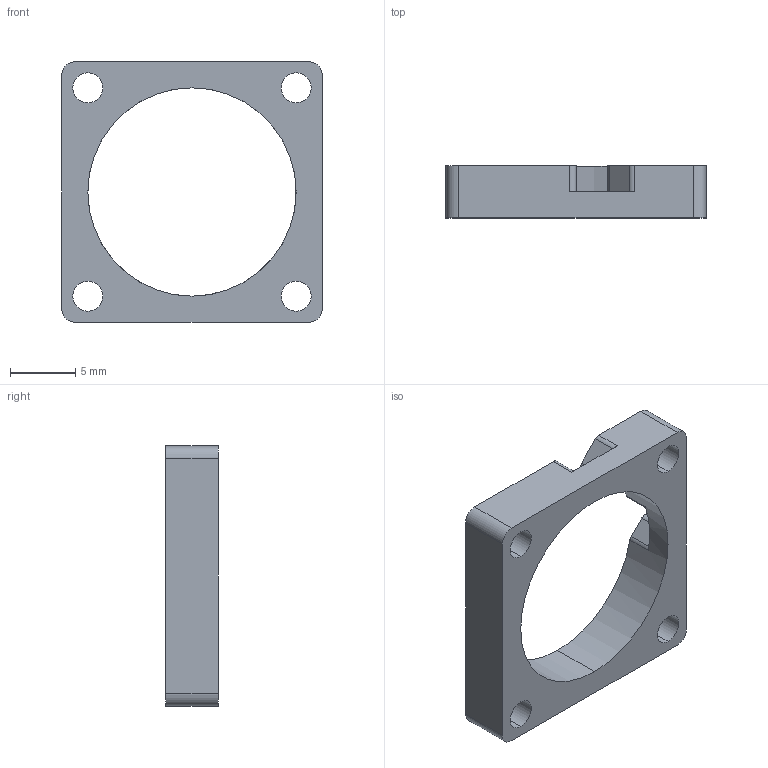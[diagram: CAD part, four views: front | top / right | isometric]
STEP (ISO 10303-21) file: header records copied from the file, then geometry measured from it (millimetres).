
FILE_DESCRIPTION (( 'STEP AP203' ), '1' );
Length unit declared in the file: millimetre
Products named in the file (1): Nema 8 spacer
Bounding box: 20 x 4 x 20 mm (x, y, z)
Volume: 694.7 mm3; surface area: 982.1 mm2
Topology: 1 solids, 1 shells, 36 faces, 105 edges, 70 vertices
Faces by surface type: cylinder 23, plane 13
Entity records: 1316 total; most frequent: DIRECTION 229, CARTESIAN_POINT 212, ORIENTED_EDGE 210, EDGE_CURVE 105, AXIS2_PLACEMENT_3D 87, VERTEX_POINT 70, VECTOR 55, LINE 55
